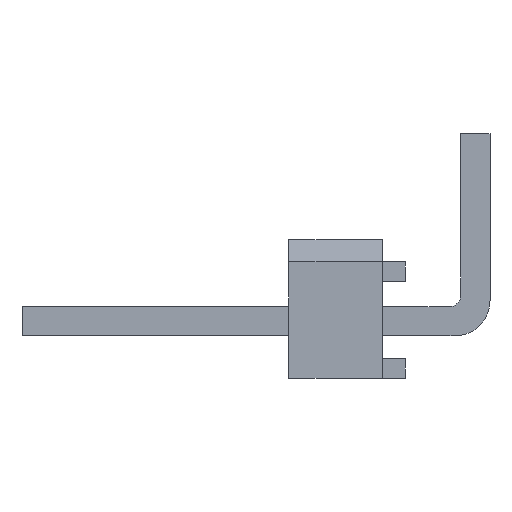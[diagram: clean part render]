
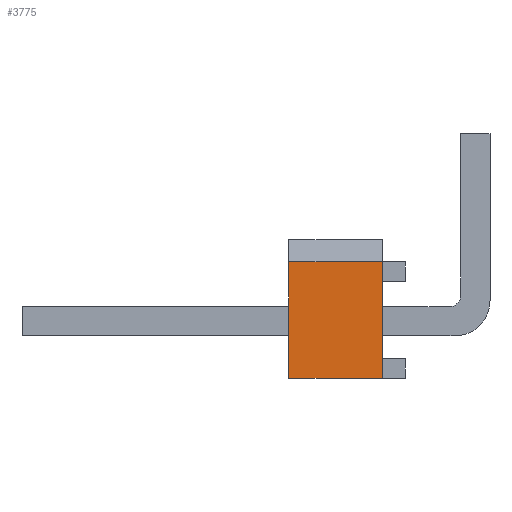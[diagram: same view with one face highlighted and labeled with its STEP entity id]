
A CAD part, left-side view. The second image highlights one B-rep face of the part: STEP entity #3775.
In plain terms, the highlighted planar face has unit normal (-1, 0, 0).
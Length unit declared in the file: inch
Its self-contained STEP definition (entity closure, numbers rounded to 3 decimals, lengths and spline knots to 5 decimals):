
#480=ORIENTED_EDGE('',*,*,#1432,.F.);
#481=ORIENTED_EDGE('',*,*,#1431,.F.);
#482=ORIENTED_EDGE('',*,*,#1433,.F.);
#483=ORIENTED_EDGE('',*,*,#1209,.T.);
#1209=EDGE_CURVE('',#1736,#1735,#2083,.T.);
#1431=EDGE_CURVE('',#1875,#1873,#2305,.T.);
#1432=EDGE_CURVE('',#1873,#1735,#2306,.T.);
#1433=EDGE_CURVE('',#1736,#1875,#2307,.T.);
#1735=VERTEX_POINT('',#5281);
#1736=VERTEX_POINT('',#5283);
#1873=VERTEX_POINT('',#5717);
#1875=VERTEX_POINT('',#5721);
#2083=LINE('',#5282,#2601);
#2305=LINE('',#5722,#2823);
#2306=LINE('',#5724,#2824);
#2307=LINE('',#5725,#2825);
#2601=VECTOR('',#4244,39.37008);
#2823=VECTOR('',#4622,39.37008);
#2824=VECTOR('',#4625,39.37008);
#2825=VECTOR('',#4626,39.37008);
#3123=EDGE_LOOP('',(#480,#481,#482,#483));
#3349=FACE_BOUND('',#3123,.T.);
#3575=PLANE('',#3994);
#3775=ADVANCED_FACE('',(#3349),#3575,.F.);
#3994=AXIS2_PLACEMENT_3D('',#5723,#4623,#4624);
#4244=DIRECTION('',(0.,-1.,0.));
#4622=DIRECTION('',(0.,-1.,0.));
#4623=DIRECTION('',(1.,0.,0.));
#4624=DIRECTION('',(0.,0.,-1.));
#4625=DIRECTION('',(0.,0.,-1.));
#4626=DIRECTION('',(0.,0.,1.));
#5281=CARTESIAN_POINT('',(-0.2,0.02,-0.05));
#5282=CARTESIAN_POINT('',(-0.2,0.1,-0.05));
#5283=CARTESIAN_POINT('',(-0.2,0.1,-0.05));
#5717=CARTESIAN_POINT('',(-0.2,0.02,0.05));
#5721=CARTESIAN_POINT('',(-0.2,0.1,0.05));
#5722=CARTESIAN_POINT('',(-0.2,0.1,0.05));
#5723=CARTESIAN_POINT('',(-0.2,0.1,-0.05));
#5724=CARTESIAN_POINT('',(-0.2,0.02,-0.05));
#5725=CARTESIAN_POINT('',(-0.2,0.1,-0.05));
